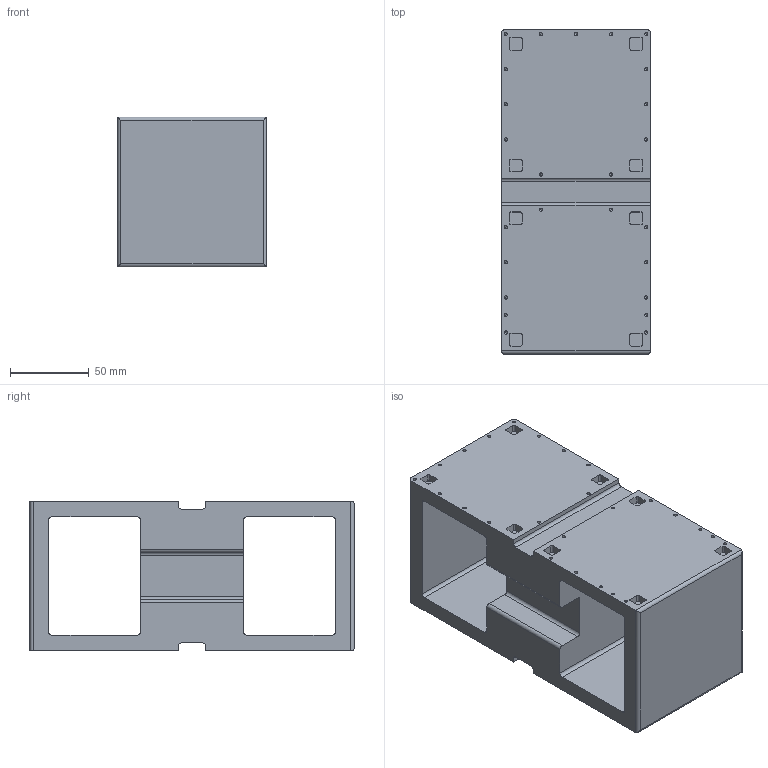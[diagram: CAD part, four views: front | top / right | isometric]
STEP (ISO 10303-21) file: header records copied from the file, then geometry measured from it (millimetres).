
FILE_DESCRIPTION(/* description */ (''),/* implementation_level */ '2;1');
FILE_NAME(/* name */ 'Bloc.stp',/* time_stamp */ '2019-09-02T11:40:16+02:00',/* author */ ('manon.carpentier'),/* organization */ (''),/* preprocessor_version */ 'ST-DEVELOPER v18',/* originating_system */ 'Autodesk Inventor 2020',/* authorisation */ '');
FILE_SCHEMA (('AUTOMOTIVE_DESIGN { 1 0 10303 214 3 1 1 }'));
Length unit declared in the file: millimetre
Products named in the file (1): Bloc_PFM
Bounding box: 94.4 x 205.5 x 94.88 mm (x, y, z)
Volume: 962935 mm3; surface area: 134508.8 mm2
Topology: 1 solids, 1 shells, 291 faces, 868 edges, 594 vertices
Faces by surface type: cylinder 136, plane 105, cone 50
Full cylindrical faces by diameter (mm): 2.013 x50
Entity records: 9797 total; most frequent: DIRECTION 1770, CARTESIAN_POINT 1704, ORIENTED_EDGE 1636, EDGE_CURVE 818, AXIS2_PLACEMENT_3D 660, VERTEX_POINT 594, LINE 450, VECTOR 450
